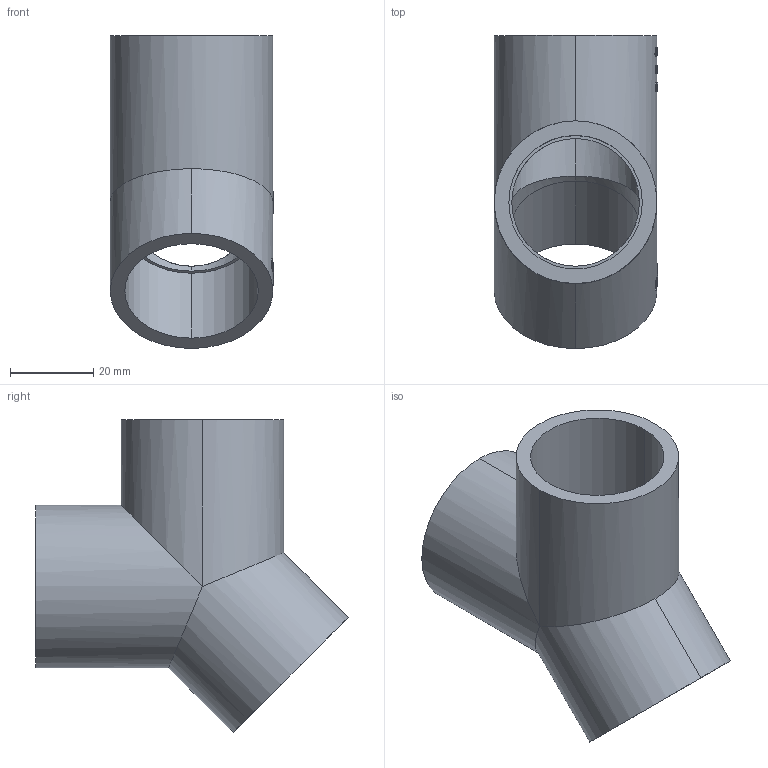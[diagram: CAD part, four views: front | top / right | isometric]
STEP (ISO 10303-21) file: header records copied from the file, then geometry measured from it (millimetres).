
FILE_DESCRIPTION (( 'STEP AP214' ), '1' );
FILE_NAME ('32.STEP', '2025-02-12T11:27:09', ( '' ), ( '' ), 'SwSTEP 2.0', 'SolidWorks 2023', '' );
FILE_SCHEMA (( 'AUTOMOTIVE_DESIGN' ));
Length unit declared in the file: millimetre
Products named in the file (1): 32
Bounding box: 39.2 x 75 x 75 mm (x, y, z)
Volume: 36488.9 mm3; surface area: 21267.6 mm2
Topology: 1 solids, 1 shells, 261 faces, 684 edges, 454 vertices
Faces by surface type: plane 114, bspline 98, cylinder 49
Entity records: 11185 total; most frequent: CARTESIAN_POINT 5580, ORIENTED_EDGE 1368, DIRECTION 816, EDGE_CURVE 684, VERTEX_POINT 454, EDGE_LOOP 294, VECTOR 288, LINE 288
